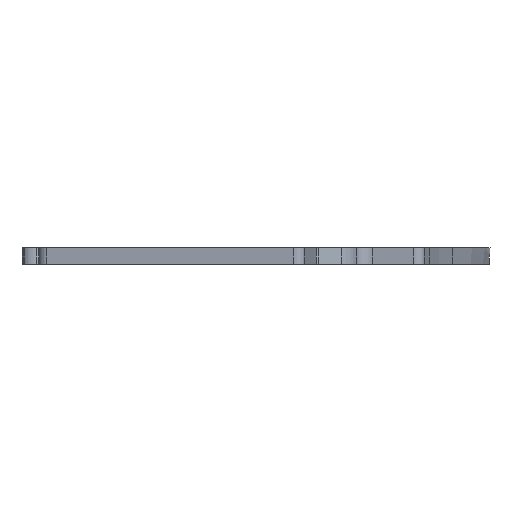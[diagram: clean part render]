
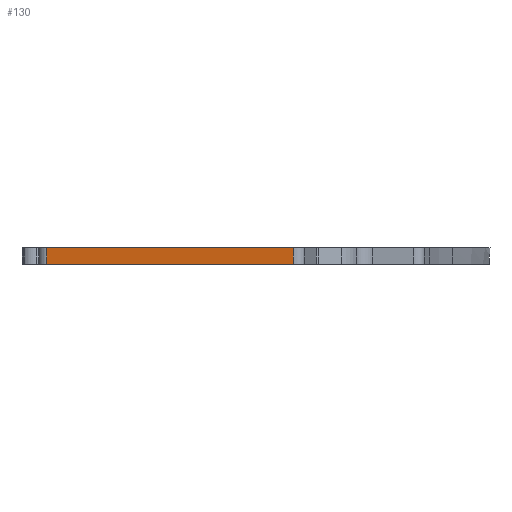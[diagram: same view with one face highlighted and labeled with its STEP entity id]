
A CAD part, left-side view. The second image highlights one B-rep face of the part: STEP entity #130.
In plain terms, the highlighted planar face has unit normal (-0.985, 0.174, 0).
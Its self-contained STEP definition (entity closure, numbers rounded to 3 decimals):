
#130=ADVANCED_FACE('',(#693),#9790,.T.);
#693=FACE_OUTER_BOUND('',#1256,.T.);
#1256=EDGE_LOOP('',(#1953,#1954,#1955,#1956));
#1953=ORIENTED_EDGE('',*,*,#5320,.F.);
#1954=ORIENTED_EDGE('',*,*,#5319,.F.);
#1955=ORIENTED_EDGE('',*,*,#5317,.T.);
#1956=ORIENTED_EDGE('',*,*,#5318,.T.);
#5317=EDGE_CURVE('',#8682,#8681,#6990,.T.);
#5318=EDGE_CURVE('',#8681,#8683,#6991,.T.);
#5319=EDGE_CURVE('',#8682,#8684,#6992,.T.);
#5320=EDGE_CURVE('',#8684,#8683,#6993,.T.);
#6990=B_SPLINE_CURVE_WITH_KNOTS('',1,(#13526,#13527),.UNSPECIFIED.,.F.,
 .F.,(2,2),(-3.5,0.),.UNSPECIFIED.);
#6991=B_SPLINE_CURVE_WITH_KNOTS('',1,(#13528,#13529),.UNSPECIFIED.,.F.,
 .F.,(2,2),(-561.371,-559.221),.UNSPECIFIED.);
#6992=B_SPLINE_CURVE_WITH_KNOTS('',1,(#13530,#13531),.UNSPECIFIED.,.F.,
 .F.,(2,2),(-561.371,-559.221),.UNSPECIFIED.);
#6993=B_SPLINE_CURVE_WITH_KNOTS('',1,(#13532,#13533),.UNSPECIFIED.,.F.,
 .F.,(2,2),(-3.5,0.),.UNSPECIFIED.);
#8681=VERTEX_POINT('',#12328);
#8682=VERTEX_POINT('',#12329);
#8683=VERTEX_POINT('',#12330);
#8684=VERTEX_POINT('',#12331);
#9790=PLANE('',#10376);
#10376=AXIS2_PLACEMENT_3D('',#11498,#10937,$);
#10937=DIRECTION('',(-0.985,0.174,0.));
#11498=CARTESIAN_POINT('',(-103.437,56.78,12.6));
#12328=CARTESIAN_POINT('',(-112.484,5.472,12.6));
#12329=CARTESIAN_POINT('',(-112.484,5.472,9.1));
#12330=CARTESIAN_POINT('',(-103.437,56.78,12.6));
#12331=CARTESIAN_POINT('',(-103.437,56.78,9.1));
#13526=CARTESIAN_POINT('',(-112.484,5.472,9.1));
#13527=CARTESIAN_POINT('',(-112.484,5.472,12.6));
#13528=CARTESIAN_POINT('',(-112.484,5.472,12.6));
#13529=CARTESIAN_POINT('',(-103.437,56.78,12.6));
#13530=CARTESIAN_POINT('',(-112.484,5.472,9.1));
#13531=CARTESIAN_POINT('',(-103.437,56.78,9.1));
#13532=CARTESIAN_POINT('',(-103.437,56.78,9.1));
#13533=CARTESIAN_POINT('',(-103.437,56.78,12.6));
